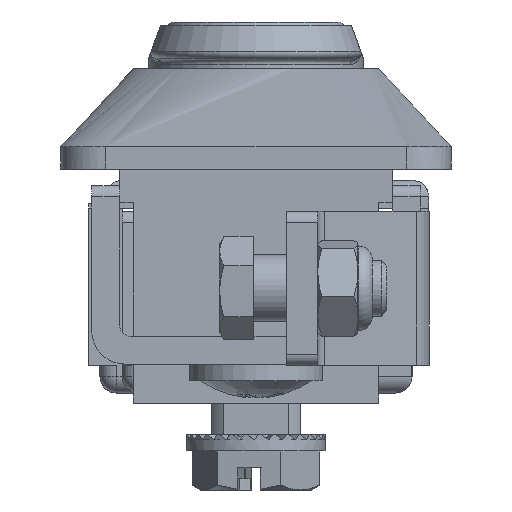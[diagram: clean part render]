
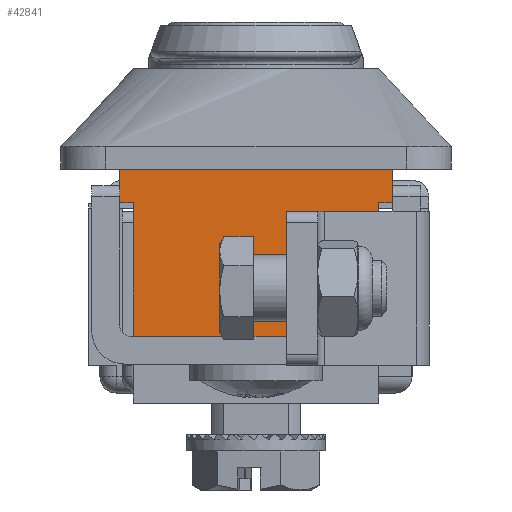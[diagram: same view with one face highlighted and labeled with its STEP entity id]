
A CAD part, left-side view. The second image highlights one B-rep face of the part: STEP entity #42841.
In plain terms, the highlighted planar face has unit normal (-1, 0, 0).
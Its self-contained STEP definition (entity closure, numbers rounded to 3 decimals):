
#167 = CARTESIAN_POINT ( 'NONE',  ( -73.75, -12.25, 323.058 ) ) ;
#1288 = LINE ( 'NONE', #18794, #28023 ) ;
#1415 = EDGE_LOOP ( 'NONE', ( #23041, #8053, #3721, #19409, #31152, #31875, #50557, #11842 ) ) ;
#2833 = VERTEX_POINT ( 'NONE', #27060 ) ;
#3721 = ORIENTED_EDGE ( 'NONE', *, *, #48126, .T. ) ;
#3726 = VECTOR ( 'NONE', #12535, 1000. ) ;
#4350 = VERTEX_POINT ( 'NONE', #33859 ) ;
#4811 = CARTESIAN_POINT ( 'NONE',  ( -73.75, 11., 304.058 ) ) ;
#8053 = ORIENTED_EDGE ( 'NONE', *, *, #41073, .F. ) ;
#8221 = DIRECTION ( 'NONE',  ( 0., -1., 0. ) ) ;
#8740 = LINE ( 'NONE', #26263, #13479 ) ;
#9133 = VECTOR ( 'NONE', #50562, 1000. ) ;
#9769 = CARTESIAN_POINT ( 'NONE',  ( -73.75, 11., 304.058 ) ) ;
#11842 = ORIENTED_EDGE ( 'NONE', *, *, #29926, .T. ) ;
#12535 = DIRECTION ( 'NONE',  ( 0., -1., 0. ) ) ;
#13479 = VECTOR ( 'NONE', #43755, 1000. ) ;
#14113 = VECTOR ( 'NONE', #27295, 1000. ) ;
#14436 = VECTOR ( 'NONE', #33613, 1000. ) ;
#15549 = LINE ( 'NONE', #33098, #9133 ) ;
#16078 = CARTESIAN_POINT ( 'NONE',  ( -73.75, -11., 304.058 ) ) ;
#16532 = VERTEX_POINT ( 'NONE', #49184 ) ;
#17679 = DIRECTION ( 'NONE',  ( 0., 0., -1. ) ) ;
#17836 = CARTESIAN_POINT ( 'NONE',  ( -73.75, -12.25, -9. ) ) ;
#18165 = VERTEX_POINT ( 'NONE', #50974 ) ;
#18377 = CARTESIAN_POINT ( 'NONE',  ( -73.75, 12.25, -9. ) ) ;
#18794 = CARTESIAN_POINT ( 'NONE',  ( -73.75, 12.25, -12. ) ) ;
#19409 = ORIENTED_EDGE ( 'NONE', *, *, #26737, .F. ) ;
#21009 = VECTOR ( 'NONE', #17679, 1000. ) ;
#21528 = VECTOR ( 'NONE', #8221, 1000. ) ;
#22331 = DIRECTION ( 'NONE',  ( 1., 0., 0. ) ) ;
#23041 = ORIENTED_EDGE ( 'NONE', *, *, #51084, .T. ) ;
#23757 = CARTESIAN_POINT ( 'NONE',  ( -73.75, 12.25, -12. ) ) ;
#26263 = CARTESIAN_POINT ( 'NONE',  ( -73.75, 11., -9. ) ) ;
#26649 = FACE_OUTER_BOUND ( 'NONE', #1415, .T. ) ;
#26737 = EDGE_CURVE ( 'NONE', #45924, #33001, #39517, .T. ) ;
#27060 = CARTESIAN_POINT ( 'NONE',  ( -73.75, 11., -24. ) ) ;
#27295 = DIRECTION ( 'NONE',  ( 0., 0., -1. ) ) ;
#28023 = VECTOR ( 'NONE', #36332, 1000. ) ;
#29926 = EDGE_CURVE ( 'NONE', #4350, #2833, #49087, .T. ) ;
#30063 = LINE ( 'NONE', #47533, #21528 ) ;
#30590 = VERTEX_POINT ( 'NONE', #18377 ) ;
#31152 = ORIENTED_EDGE ( 'NONE', *, *, #35583, .F. ) ;
#31875 = ORIENTED_EDGE ( 'NONE', *, *, #42321, .T. ) ;
#33001 = VERTEX_POINT ( 'NONE', #39715 ) ;
#33098 = CARTESIAN_POINT ( 'NONE',  ( -73.75, 12.25, 323.058 ) ) ;
#33613 = DIRECTION ( 'NONE',  ( 0., 0., -1. ) ) ;
#33859 = CARTESIAN_POINT ( 'NONE',  ( -73.75, 11., -12. ) ) ;
#34384 = LINE ( 'NONE', #51860, #3726 ) ;
#35583 = EDGE_CURVE ( 'NONE', #30590, #45924, #8740, .T. ) ;
#36332 = DIRECTION ( 'NONE',  ( 0., -1., 0. ) ) ;
#38348 = EDGE_CURVE ( 'NONE', #53313, #4350, #1288, .T. ) ;
#39517 = LINE ( 'NONE', #167, #21009 ) ;
#39715 = CARTESIAN_POINT ( 'NONE',  ( -73.75, -12.25, -12. ) ) ;
#39849 = DIRECTION ( 'NONE',  ( 0., 0., 1. ) ) ;
#41073 = EDGE_CURVE ( 'NONE', #18165, #16532, #42210, .T. ) ;
#42210 = LINE ( 'NONE', #16078, #14436 ) ;
#42321 = EDGE_CURVE ( 'NONE', #30590, #53313, #15549, .T. ) ;
#42841 = ADVANCED_FACE ( 'NONE', ( #26649 ), #44135, .F. ) ;
#43755 = DIRECTION ( 'NONE',  ( 0., -1., 0. ) ) ;
#44135 = PLANE ( 'NONE',  #54101 ) ;
#45924 = VERTEX_POINT ( 'NONE', #17836 ) ;
#47533 = CARTESIAN_POINT ( 'NONE',  ( -73.75, -9.75, -12. ) ) ;
#48126 = EDGE_CURVE ( 'NONE', #18165, #33001, #30063, .T. ) ;
#49087 = LINE ( 'NONE', #9769, #14113 ) ;
#49184 = CARTESIAN_POINT ( 'NONE',  ( -73.75, -11., -24. ) ) ;
#50557 = ORIENTED_EDGE ( 'NONE', *, *, #38348, .T. ) ;
#50562 = DIRECTION ( 'NONE',  ( 0., 0., -1. ) ) ;
#50974 = CARTESIAN_POINT ( 'NONE',  ( -73.75, -11., -12. ) ) ;
#51084 = EDGE_CURVE ( 'NONE', #2833, #16532, #34384, .T. ) ;
#51860 = CARTESIAN_POINT ( 'NONE',  ( -73.75, 11., -24. ) ) ;
#53313 = VERTEX_POINT ( 'NONE', #23757 ) ;
#54101 = AXIS2_PLACEMENT_3D ( 'NONE', #4811, #22331, #39849 ) ;
